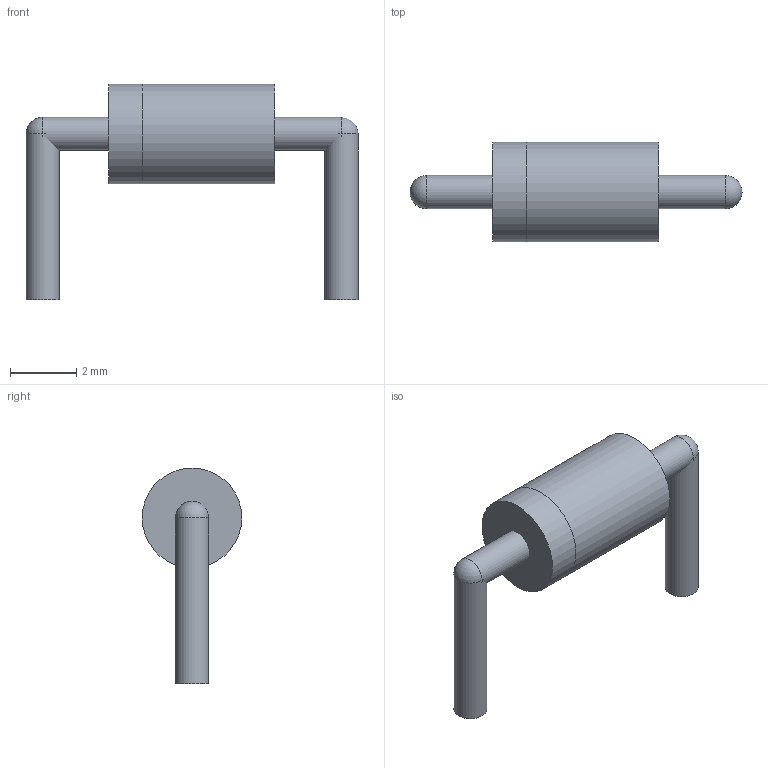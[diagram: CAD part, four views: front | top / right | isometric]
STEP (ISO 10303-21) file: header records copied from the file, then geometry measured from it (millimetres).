
FILE_DESCRIPTION(/* description */ (''),/* implementation_level */ '2;1');
FILE_NAME(/* name */ 'Diose.step',/* time_stamp */ '2021-05-28T12:05:38+03:00',/* author */ (''),/* organization */ (''),/* preprocessor_version */ 'ST-DEVELOPER v18.1',/* originating_system */ 'Autodesk Translation Framework v10.9.0.1377',/* authorisation */ '');
FILE_SCHEMA (('AUTOMOTIVE_DESIGN { 1 0 10303 214 3 1 1 }'));
Length unit declared in the file: millimetre
Products named in the file (1): (Unsaved)
Bounding box: 10 x 3 x 6.5 mm (x, y, z)
Volume: 57.9 mm3; surface area: 150.8 mm2
Topology: 5 solids, 5 shells, 15 faces, 19 edges, 12 vertices
Faces by surface type: plane 8, cylinder 5, sphere 2
Full cylindrical faces by diameter (mm): 1 x3, 3 x2
Entity records: 342 total; most frequent: DIRECTION 61, CARTESIAN_POINT 45, ORIENTED_EDGE 34, AXIS2_PLACEMENT_3D 28, EDGE_CURVE 17, FACE_OUTER_BOUND 15, EDGE_LOOP 15, ADVANCED_FACE 15
